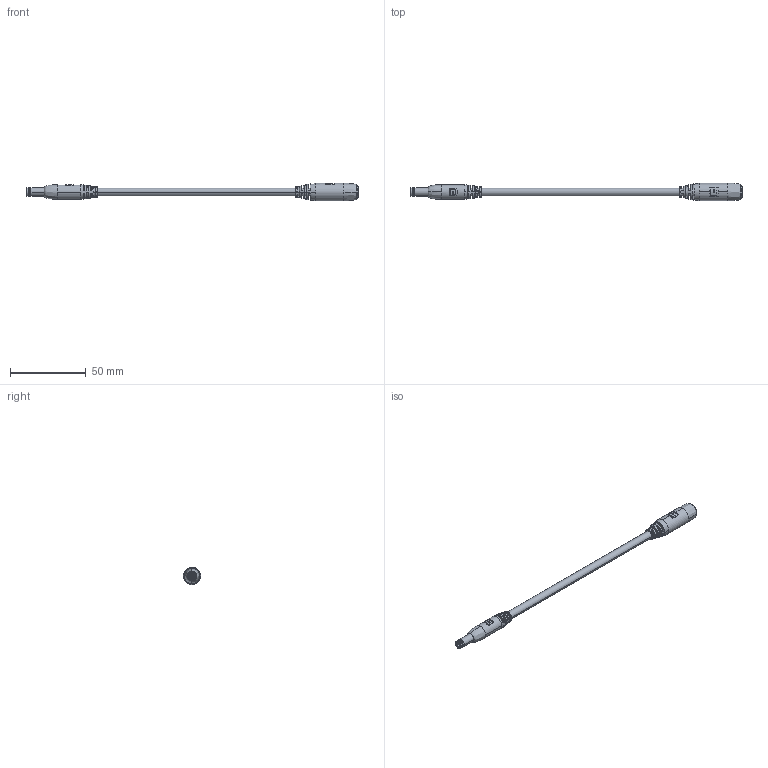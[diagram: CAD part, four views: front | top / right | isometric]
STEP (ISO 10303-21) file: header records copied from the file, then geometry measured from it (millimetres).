
FILE_DESCRIPTION (( 'STEP AP203' ), '1' );
FILE_NAME ('10-03352.STEP', '2019-04-25T17:32:49', ( '' ), ( '' ), 'SwSTEP 2.0', 'SolidWorks 2015', '' );
FILE_SCHEMA (( 'CONFIG_CONTROL_DESIGN' ));
Length unit declared in the file: millimetre
Products named in the file (13): 50-00027 contact; 50-00026 contact; 50-00027 shell; 30-00683_blunt cut; 50-00027 insulator; 50-00027 pin; 50-00026 shell; 10-03352; 24-00183; 50-00026; 50-00026 insulator; 24-00182; 50-00027
Assembly tree (12 placements, depth 3):
  10-03352
    30-00683_blunt cut
    24-00182
    50-00026
      50-00026 shell
      50-00026 contact
      50-00026 insulator
    24-00183
    50-00027
      50-00027 shell
      50-00027 insulator
      50-00027 pin
      50-00027 contact
Bounding box: 219.24 x 11.4 x 11.4 mm (x, y, z)
Volume: 9045.4 mm3; surface area: 23935.5 mm2
Topology: 92 solids, 92 shells, 1086 faces, 2537 edges, 1643 vertices
Faces by surface type: cylinder 478, plane 311, bspline 195, torus 61, cone 41
Entity records: 38906 total; most frequent: CARTESIAN_POINT 13161, ORIENTED_EDGE 5070, DIRECTION 4930, EDGE_CURVE 2535, AXIS2_PLACEMENT_3D 2118, VERTEX_POINT 1643, EDGE_LOOP 1292, CIRCLE 1210
